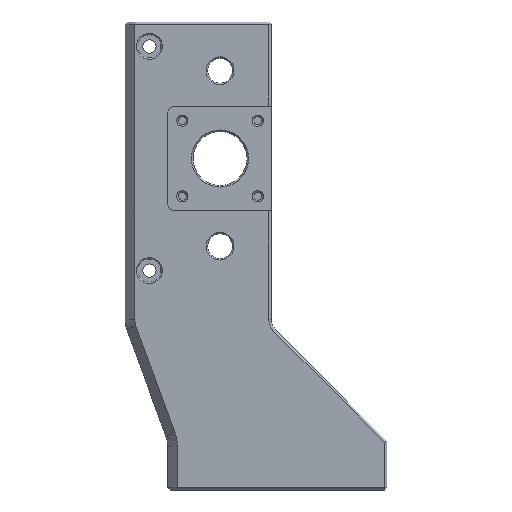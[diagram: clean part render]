
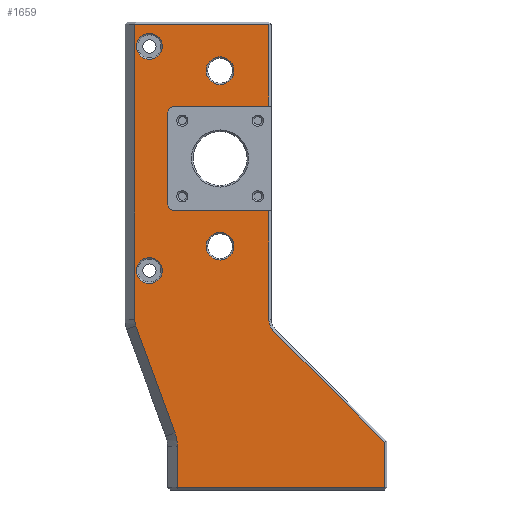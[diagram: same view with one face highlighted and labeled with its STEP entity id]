
A CAD part, top view. The second image highlights one B-rep face of the part: STEP entity #1659.
In plain terms, the highlighted planar face has unit normal (0, 0, 1).
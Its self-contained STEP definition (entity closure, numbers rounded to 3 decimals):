
#734 = VERTEX_POINT('',#735);
#735 = CARTESIAN_POINT('',(-17.5,1.,20.));
#741 = EDGE_CURVE('',#742,#734,#744,.T.);
#742 = VERTEX_POINT('',#743);
#743 = CARTESIAN_POINT('',(-17.5,17.876,20.));
#744 = LINE('',#745,#746);
#745 = CARTESIAN_POINT('',(-17.5,17.876,20.));
#746 = VECTOR('',#747,1.);
#747 = DIRECTION('',(0.,-1.,0.));
#1362 = VERTEX_POINT('',#1363);
#1363 = CARTESIAN_POINT('',(-18.472,23.369,20.));
#1371 = EDGE_CURVE('',#1362,#742,#1372,.T.);
#1372 = CIRCLE('',#1373,16.);
#1373 = AXIS2_PLACEMENT_3D('',#1374,#1375,#1376);
#1374 = CARTESIAN_POINT('',(-33.5,17.876,20.));
#1375 = DIRECTION('',(0.,0.,-1.));
#1376 = DIRECTION('',(0.939,0.343,0.));
#1659 = ADVANCED_FACE('',(#1660,#1671,#1797,#1808,#1819),#1830,.T.);
#1660 = FACE_BOUND('',#1661,.T.);
#1661 = EDGE_LOOP('',(#1662));
#1662 = ORIENTED_EDGE('',*,*,#1663,.F.);
#1663 = EDGE_CURVE('',#1664,#1664,#1666,.T.);
#1664 = VERTEX_POINT('',#1665);
#1665 = CARTESIAN_POINT('',(-23.65,182.,20.));
#1666 = CIRCLE('',#1667,5.35);
#1667 = AXIS2_PLACEMENT_3D('',#1668,#1669,#1670);
#1668 = CARTESIAN_POINT('',(-29.,182.,20.));
#1669 = DIRECTION('',(0.,0.,1.));
#1670 = DIRECTION('',(1.,0.,0.));
#1671 = FACE_BOUND('',#1672,.T.);
#1672 = EDGE_LOOP('',(#1673,#1674,#1682,#1690,#1698,#1707,#1715,#1723,
    #1732,#1740,#1749,#1757,#1765,#1773,#1781,#1790,#1796));
#1673 = ORIENTED_EDGE('',*,*,#741,.T.);
#1674 = ORIENTED_EDGE('',*,*,#1675,.T.);
#1675 = EDGE_CURVE('',#734,#1676,#1678,.T.);
#1676 = VERTEX_POINT('',#1677);
#1677 = CARTESIAN_POINT('',(67.5,1.,20.));
#1678 = LINE('',#1679,#1680);
#1679 = CARTESIAN_POINT('',(-17.5,1.,20.));
#1680 = VECTOR('',#1681,1.);
#1681 = DIRECTION('',(1.,0.,0.));
#1682 = ORIENTED_EDGE('',*,*,#1683,.T.);
#1683 = EDGE_CURVE('',#1676,#1684,#1686,.T.);
#1684 = VERTEX_POINT('',#1685);
#1685 = CARTESIAN_POINT('',(67.5,19.586,20.));
#1686 = LINE('',#1687,#1688);
#1687 = CARTESIAN_POINT('',(67.5,0.,20.));
#1688 = VECTOR('',#1689,1.);
#1689 = DIRECTION('',(0.,1.,0.));
#1690 = ORIENTED_EDGE('',*,*,#1691,.T.);
#1691 = EDGE_CURVE('',#1684,#1692,#1694,.T.);
#1692 = VERTEX_POINT('',#1693);
#1693 = CARTESIAN_POINT('',(22.049,65.051,20.));
#1694 = LINE('',#1695,#1696);
#1695 = CARTESIAN_POINT('',(67.793,19.293,20.));
#1696 = VECTOR('',#1697,1.);
#1697 = DIRECTION('',(-0.707,0.707,0.));
#1698 = ORIENTED_EDGE('',*,*,#1699,.T.);
#1699 = EDGE_CURVE('',#1692,#1700,#1702,.T.);
#1700 = VERTEX_POINT('',#1701);
#1701 = CARTESIAN_POINT('',(20.,70.,20.));
#1702 = CIRCLE('',#1703,7.);
#1703 = AXIS2_PLACEMENT_3D('',#1704,#1705,#1706);
#1704 = CARTESIAN_POINT('',(27.,70.,20.));
#1705 = DIRECTION('',(-0.,0.,-1.));
#1706 = DIRECTION('',(-0.707,-0.707,0.));
#1707 = ORIENTED_EDGE('',*,*,#1708,.T.);
#1708 = EDGE_CURVE('',#1700,#1709,#1711,.T.);
#1709 = VERTEX_POINT('',#1710);
#1710 = CARTESIAN_POINT('',(20.,114.5,20.));
#1711 = LINE('',#1712,#1713);
#1712 = CARTESIAN_POINT('',(20.,70.,20.));
#1713 = VECTOR('',#1714,1.);
#1714 = DIRECTION('',(0.,1.,0.));
#1715 = ORIENTED_EDGE('',*,*,#1716,.F.);
#1716 = EDGE_CURVE('',#1717,#1709,#1719,.T.);
#1717 = VERTEX_POINT('',#1718);
#1718 = CARTESIAN_POINT('',(-18.5,114.5,20.));
#1719 = LINE('',#1720,#1721);
#1720 = CARTESIAN_POINT('',(-18.5,114.5,20.));
#1721 = VECTOR('',#1722,1.);
#1722 = DIRECTION('',(1.,0.,0.));
#1723 = ORIENTED_EDGE('',*,*,#1724,.F.);
#1724 = EDGE_CURVE('',#1725,#1717,#1727,.T.);
#1725 = VERTEX_POINT('',#1726);
#1726 = CARTESIAN_POINT('',(-21.5,117.5,20.));
#1727 = CIRCLE('',#1728,3.);
#1728 = AXIS2_PLACEMENT_3D('',#1729,#1730,#1731);
#1729 = CARTESIAN_POINT('',(-18.5,117.5,20.));
#1730 = DIRECTION('',(0.,0.,1.));
#1731 = DIRECTION('',(1.,0.,0.));
#1732 = ORIENTED_EDGE('',*,*,#1733,.F.);
#1733 = EDGE_CURVE('',#1734,#1725,#1736,.T.);
#1734 = VERTEX_POINT('',#1735);
#1735 = CARTESIAN_POINT('',(-21.5,154.5,20.));
#1736 = LINE('',#1737,#1738);
#1737 = CARTESIAN_POINT('',(-21.5,154.5,20.));
#1738 = VECTOR('',#1739,1.);
#1739 = DIRECTION('',(0.,-1.,0.));
#1740 = ORIENTED_EDGE('',*,*,#1741,.F.);
#1741 = EDGE_CURVE('',#1742,#1734,#1744,.T.);
#1742 = VERTEX_POINT('',#1743);
#1743 = CARTESIAN_POINT('',(-18.5,157.5,20.));
#1744 = CIRCLE('',#1745,3.);
#1745 = AXIS2_PLACEMENT_3D('',#1746,#1747,#1748);
#1746 = CARTESIAN_POINT('',(-18.5,154.5,20.));
#1747 = DIRECTION('',(0.,0.,1.));
#1748 = DIRECTION('',(1.,0.,0.));
#1749 = ORIENTED_EDGE('',*,*,#1750,.F.);
#1750 = EDGE_CURVE('',#1751,#1742,#1753,.T.);
#1751 = VERTEX_POINT('',#1752);
#1752 = CARTESIAN_POINT('',(20.,157.5,20.));
#1753 = LINE('',#1754,#1755);
#1754 = CARTESIAN_POINT('',(21.5,157.5,20.));
#1755 = VECTOR('',#1756,1.);
#1756 = DIRECTION('',(-1.,0.,0.));
#1757 = ORIENTED_EDGE('',*,*,#1758,.T.);
#1758 = EDGE_CURVE('',#1751,#1759,#1761,.T.);
#1759 = VERTEX_POINT('',#1760);
#1760 = CARTESIAN_POINT('',(20.,191.,20.));
#1761 = LINE('',#1762,#1763);
#1762 = CARTESIAN_POINT('',(20.,157.5,20.));
#1763 = VECTOR('',#1764,1.);
#1764 = DIRECTION('',(0.,1.,0.));
#1765 = ORIENTED_EDGE('',*,*,#1766,.T.);
#1766 = EDGE_CURVE('',#1759,#1767,#1769,.T.);
#1767 = VERTEX_POINT('',#1768);
#1768 = CARTESIAN_POINT('',(-35.,191.,20.));
#1769 = LINE('',#1770,#1771);
#1770 = CARTESIAN_POINT('',(21.,191.,20.));
#1771 = VECTOR('',#1772,1.);
#1772 = DIRECTION('',(-1.,0.,0.));
#1773 = ORIENTED_EDGE('',*,*,#1774,.T.);
#1774 = EDGE_CURVE('',#1767,#1775,#1777,.T.);
#1775 = VERTEX_POINT('',#1776);
#1776 = CARTESIAN_POINT('',(-35.,70.,20.));
#1777 = LINE('',#1778,#1779);
#1778 = CARTESIAN_POINT('',(-35.,192.,20.));
#1779 = VECTOR('',#1780,1.);
#1780 = DIRECTION('',(0.,-1.,0.));
#1781 = ORIENTED_EDGE('',*,*,#1782,.T.);
#1782 = EDGE_CURVE('',#1775,#1783,#1785,.T.);
#1783 = VERTEX_POINT('',#1784);
#1784 = CARTESIAN_POINT('',(-34.514,67.253,20.));
#1785 = CIRCLE('',#1786,8.);
#1786 = AXIS2_PLACEMENT_3D('',#1787,#1788,#1789);
#1787 = CARTESIAN_POINT('',(-27.,70.,20.));
#1788 = DIRECTION('',(0.,0.,1.));
#1789 = DIRECTION('',(-1.,0.,0.));
#1790 = ORIENTED_EDGE('',*,*,#1791,.T.);
#1791 = EDGE_CURVE('',#1783,#1362,#1792,.T.);
#1792 = LINE('',#1793,#1794);
#1793 = CARTESIAN_POINT('',(-34.514,67.253,20.));
#1794 = VECTOR('',#1795,1.);
#1795 = DIRECTION('',(0.343,-0.939,0.));
#1796 = ORIENTED_EDGE('',*,*,#1371,.T.);
#1797 = FACE_BOUND('',#1798,.T.);
#1798 = EDGE_LOOP('',(#1799));
#1799 = ORIENTED_EDGE('',*,*,#1800,.F.);
#1800 = EDGE_CURVE('',#1801,#1801,#1803,.T.);
#1801 = VERTEX_POINT('',#1802);
#1802 = CARTESIAN_POINT('',(5.7,172.,20.));
#1803 = CIRCLE('',#1804,5.7);
#1804 = AXIS2_PLACEMENT_3D('',#1805,#1806,#1807);
#1805 = CARTESIAN_POINT('',(0.,172.,20.));
#1806 = DIRECTION('',(0.,0.,1.));
#1807 = DIRECTION('',(1.,0.,0.));
#1808 = FACE_BOUND('',#1809,.T.);
#1809 = EDGE_LOOP('',(#1810));
#1810 = ORIENTED_EDGE('',*,*,#1811,.F.);
#1811 = EDGE_CURVE('',#1812,#1812,#1814,.T.);
#1812 = VERTEX_POINT('',#1813);
#1813 = CARTESIAN_POINT('',(5.7,100.,20.));
#1814 = CIRCLE('',#1815,5.7);
#1815 = AXIS2_PLACEMENT_3D('',#1816,#1817,#1818);
#1816 = CARTESIAN_POINT('',(0.,100.,20.));
#1817 = DIRECTION('',(0.,0.,1.));
#1818 = DIRECTION('',(1.,0.,0.));
#1819 = FACE_BOUND('',#1820,.T.);
#1820 = EDGE_LOOP('',(#1821));
#1821 = ORIENTED_EDGE('',*,*,#1822,.F.);
#1822 = EDGE_CURVE('',#1823,#1823,#1825,.T.);
#1823 = VERTEX_POINT('',#1824);
#1824 = CARTESIAN_POINT('',(-23.65,90.,20.));
#1825 = CIRCLE('',#1826,5.35);
#1826 = AXIS2_PLACEMENT_3D('',#1827,#1828,#1829);
#1827 = CARTESIAN_POINT('',(-29.,90.,20.));
#1828 = DIRECTION('',(0.,0.,1.));
#1829 = DIRECTION('',(1.,0.,0.));
#1830 = PLANE('',#1831);
#1831 = AXIS2_PLACEMENT_3D('',#1832,#1833,#1834);
#1832 = CARTESIAN_POINT('',(3.147,88.71,20.));
#1833 = DIRECTION('',(0.,0.,1.));
#1834 = DIRECTION('',(1.,0.,0.));
